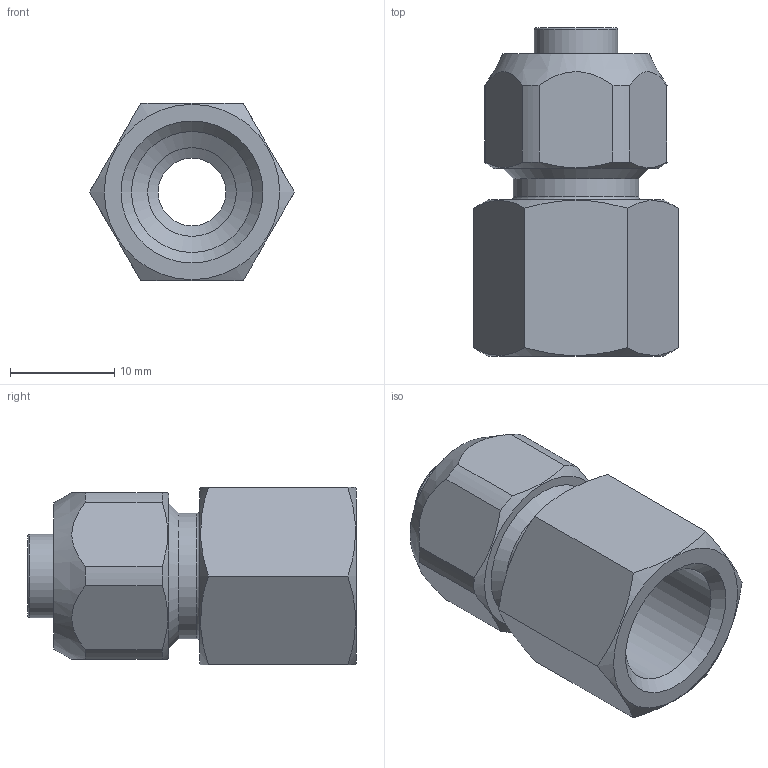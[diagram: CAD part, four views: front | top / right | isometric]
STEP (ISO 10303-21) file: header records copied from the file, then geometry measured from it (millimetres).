
FILE_DESCRIPTION( ( 'STEP AP214' ), '1' );
FILE_NAME( 'X2030052.stp', '2021-04-20T05:16:56', ( 'License CC BY-ND 4.0' ), ( 'CADENAS' ), ' ', 'PARTsolutions', ' ' );
FILE_SCHEMA( ( 'AUTOMOTIVE_DESIGN { 1 0 10303 214 1 1 1 1 }' ) );
Length unit declared in the file: millimetre
Products named in the file (1): Rivoluzione1
Bounding box: 19.63 x 31.5 x 17 mm (x, y, z)
Volume: 4324.6 mm3; surface area: 3022.3 mm2
Topology: 1 solids, 1 shells, 39 faces, 98 edges, 64 vertices
Faces by surface type: plane 17, cylinder 11, cone 9, torus 2
Full cylindrical faces by diameter (mm): 6.5 x1, 8 x1, 8.5 x1, 11.6 x1, 12 x1
Entity records: 1526 total; most frequent: CARTESIAN_POINT 360, ORIENTED_EDGE 162, DIRECTION 160, EDGE_CURVE 81, AXIS2_PLACEMENT_3D 71, VERTEX_POINT 63, EDGE_LOOP 60, FACE_OUTER_BOUND 46
